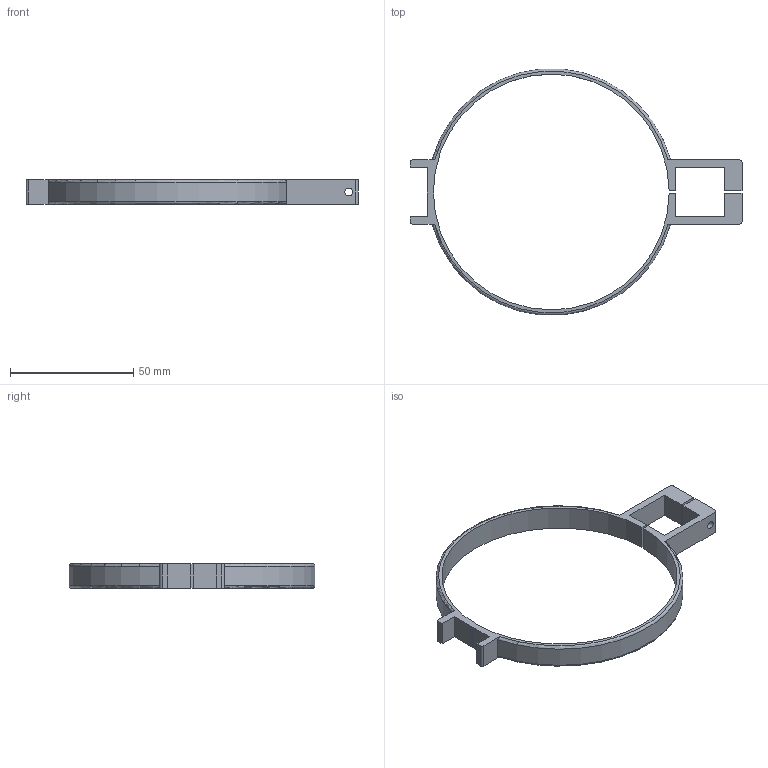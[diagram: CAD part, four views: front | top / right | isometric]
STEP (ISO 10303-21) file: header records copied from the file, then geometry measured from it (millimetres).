
FILE_DESCRIPTION(('FreeCAD Model'),'2;1');
FILE_NAME('Open CASCADE Shape Model','2023-06-15T12:16:41',('Author'),( ''),'Open CASCADE STEP processor 7.6','FreeCAD','Unknown');
FILE_SCHEMA(('AUTOMOTIVE_DESIGN { 1 0 10303 214 1 1 1 1 }'));
Length unit declared in the file: millimetre
Products named in the file (1): Bottom
Bounding box: 134.5 x 99.62 x 10 mm (x, y, z)
Volume: 10359.4 mm3; surface area: 10097.4 mm2
Topology: 1 solids, 1 shells, 39 faces, 118 edges, 81 vertices
Faces by surface type: plane 25, cylinder 10, torus 4
Full cylindrical faces by diameter (mm): 3.2 x3
Entity records: 3258 total; most frequent: CARTESIAN_POINT 889, DIRECTION 432, LINE 289, VECTOR 289, ORIENTED_EDGE 236, PCURVE 236, DEFINITIONAL_REPRESENTATION 236, EDGE_CURVE 118
